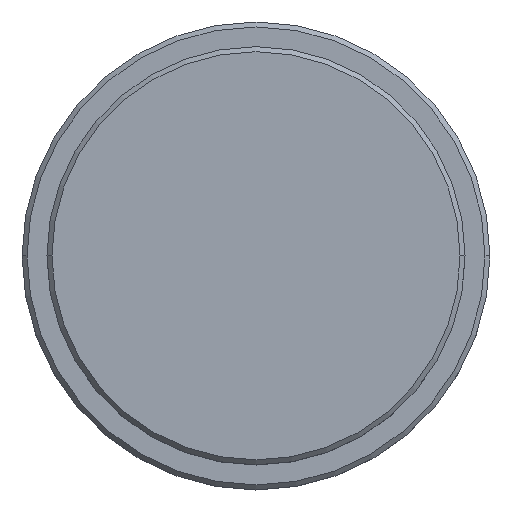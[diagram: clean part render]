
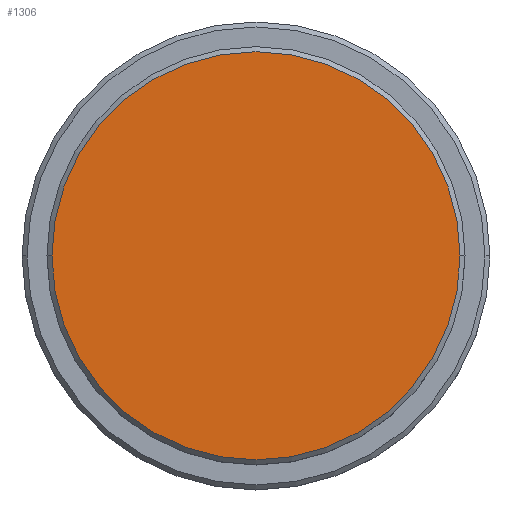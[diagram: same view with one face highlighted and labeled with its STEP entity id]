
A CAD part, top view. The second image highlights one B-rep face of the part: STEP entity #1306.
In plain terms, the highlighted planar face has unit normal (0, 0, 1).
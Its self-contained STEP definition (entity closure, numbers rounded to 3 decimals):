
#13 = DIRECTION ( 'NONE',  ( 0., 0., 1. ) ) ;
#14 = CARTESIAN_POINT ( 'NONE',  ( 20.5, 0., 0. ) ) ;
#77 = VERTEX_POINT ( 'NONE', #709 ) ;
#148 = EDGE_CURVE ( 'NONE', #449, #77, #897, .T. ) ;
#197 = CARTESIAN_POINT ( 'NONE',  ( 0., 0., 0. ) ) ;
#260 = DIRECTION ( 'NONE',  ( 1., 0., 0. ) ) ;
#262 = CARTESIAN_POINT ( 'NONE',  ( 0., 0., 0. ) ) ;
#282 = ORIENTED_EDGE ( 'NONE', *, *, #974, .T. ) ;
#449 = VERTEX_POINT ( 'NONE', #14 ) ;
#478 = AXIS2_PLACEMENT_3D ( 'NONE', #1341, #13, #260 ) ;
#575 = CIRCLE ( 'NONE', #478, 20.5 ) ;
#661 = EDGE_LOOP ( 'NONE', ( #282, #1286 ) ) ;
#709 = CARTESIAN_POINT ( 'NONE',  ( -20.5, 0., 0. ) ) ;
#774 = FACE_OUTER_BOUND ( 'NONE', #661, .T. ) ;
#779 = DIRECTION ( 'NONE',  ( 0., 0., 1. ) ) ;
#807 = AXIS2_PLACEMENT_3D ( 'NONE', #262, #1136, #1036 ) ;
#897 = CIRCLE ( 'NONE', #807, 20.5 ) ;
#974 = EDGE_CURVE ( 'NONE', #77, #449, #575, .T. ) ;
#1036 = DIRECTION ( 'NONE',  ( 1., 0., 0. ) ) ;
#1136 = DIRECTION ( 'NONE',  ( 0., 0., 1. ) ) ;
#1179 = PLANE ( 'NONE',  #1354 ) ;
#1201 = DIRECTION ( 'NONE',  ( 1., 0., 0. ) ) ;
#1286 = ORIENTED_EDGE ( 'NONE', *, *, #148, .T. ) ;
#1306 = ADVANCED_FACE ( 'NONE', ( #774 ), #1179, .T. ) ;
#1341 = CARTESIAN_POINT ( 'NONE',  ( 0., 0., 0. ) ) ;
#1354 = AXIS2_PLACEMENT_3D ( 'NONE', #197, #779, #1201 ) ;
